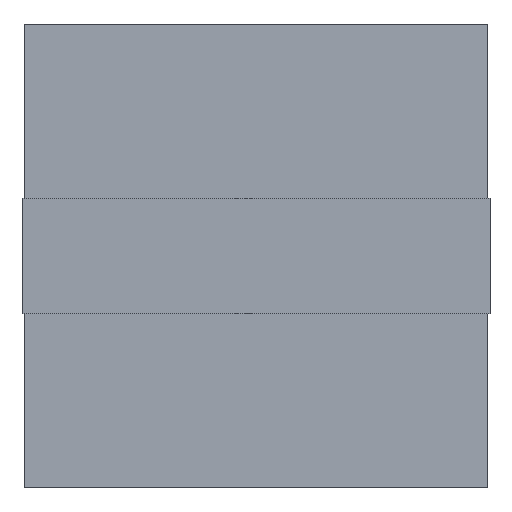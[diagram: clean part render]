
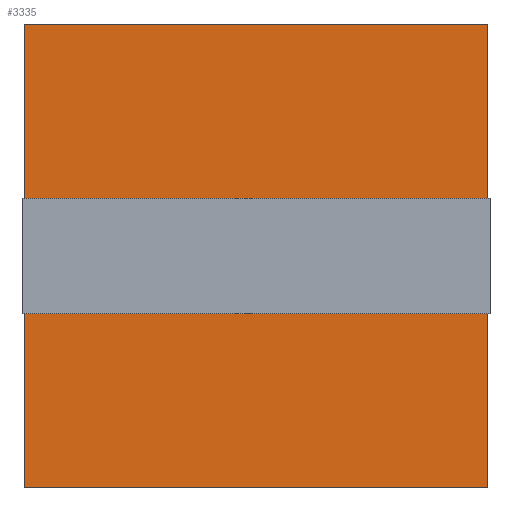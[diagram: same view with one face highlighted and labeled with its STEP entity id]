
A CAD part, left-side view. The second image highlights one B-rep face of the part: STEP entity #3335.
In plain terms, the highlighted planar face has unit normal (-1, 0, 0).
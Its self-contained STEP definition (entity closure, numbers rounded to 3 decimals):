
#149=FACE_OUTER_BOUND('',#363,.T.);
#363=EDGE_LOOP('',(#2385,#2386,#2387,#2388));
#738=LINE('',#5215,#1076);
#747=LINE('',#5234,#1085);
#748=LINE('',#5237,#1086);
#749=LINE('',#5238,#1087);
#1076=VECTOR('',#4278,10.);
#1085=VECTOR('',#4297,10.);
#1086=VECTOR('',#4300,10.);
#1087=VECTOR('',#4301,10.);
#1369=VERTEX_POINT('',#5212);
#1370=VERTEX_POINT('',#5214);
#1375=VERTEX_POINT('',#5232);
#1376=VERTEX_POINT('',#5236);
#1710=EDGE_CURVE('',#1370,#1369,#738,.T.);
#1720=EDGE_CURVE('',#1375,#1369,#747,.T.);
#1721=EDGE_CURVE('',#1375,#1376,#748,.T.);
#1722=EDGE_CURVE('',#1376,#1370,#749,.T.);
#2385=ORIENTED_EDGE('',*,*,#1721,.T.);
#2386=ORIENTED_EDGE('',*,*,#1722,.T.);
#2387=ORIENTED_EDGE('',*,*,#1710,.T.);
#2388=ORIENTED_EDGE('',*,*,#1720,.F.);
#2903=PLANE('',#3634);
#3335=ADVANCED_FACE('',(#149),#2903,.T.);
#3634=AXIS2_PLACEMENT_3D('',#5235,#4298,#4299);
#4278=DIRECTION('',(0.,-1.,0.));
#4297=DIRECTION('',(0.,0.,-1.));
#4298=DIRECTION('center_axis',(-1.,0.,0.));
#4299=DIRECTION('ref_axis',(0.,0.,-1.));
#4300=DIRECTION('',(0.,1.,0.));
#4301=DIRECTION('',(0.,0.,-1.));
#5212=CARTESIAN_POINT('',(-10.,-20.,-20.));
#5214=CARTESIAN_POINT('',(-10.,20.,-20.));
#5215=CARTESIAN_POINT('',(-10.,-20.,-20.));
#5232=CARTESIAN_POINT('',(-10.,-20.,20.));
#5234=CARTESIAN_POINT('',(-10.,-20.,0.));
#5235=CARTESIAN_POINT('Origin',(-10.,-20.,0.));
#5236=CARTESIAN_POINT('',(-10.,20.,20.));
#5237=CARTESIAN_POINT('',(-10.,-20.,20.));
#5238=CARTESIAN_POINT('',(-10.,20.,0.));
